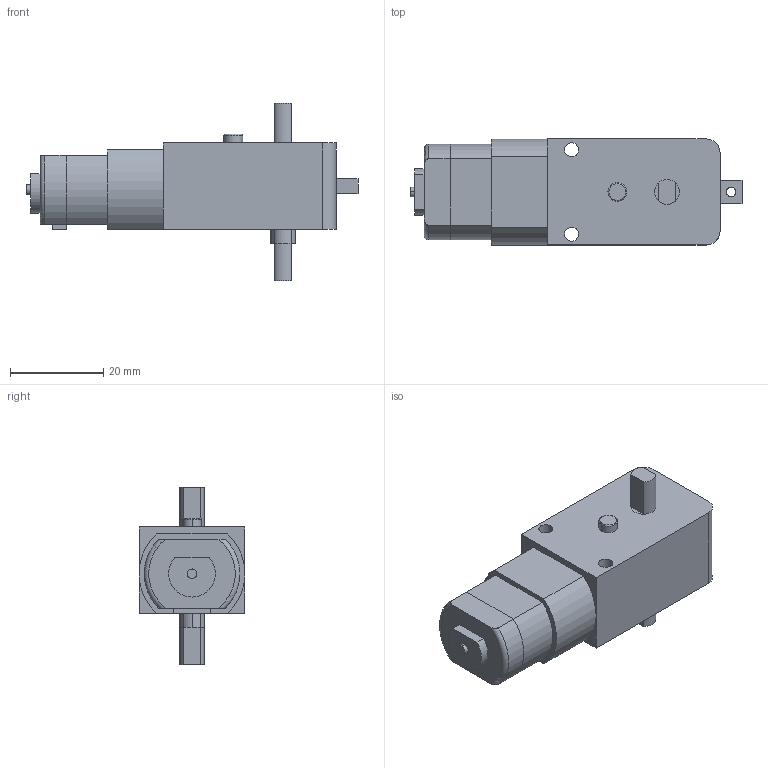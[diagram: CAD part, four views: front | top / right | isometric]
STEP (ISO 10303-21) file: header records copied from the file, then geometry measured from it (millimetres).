
FILE_DESCRIPTION (( 'STEP AP214' ), '1' );
FILE_NAME ('motor.STEP', '2019-10-28T20:14:55', ( '' ), ( '' ), 'SwSTEP 2.0', 'SolidWorks 2016', '' );
FILE_SCHEMA (( 'AUTOMOTIVE_DESIGN' ));
Length unit declared in the file: millimetre
Products named in the file (1): motor
Bounding box: 71.1 x 22.7 x 38 mm (x, y, z)
Volume: 24322.8 mm3; surface area: 8651 mm2
Topology: 8 solids, 8 shells, 71 faces, 155 edges, 102 vertices
Faces by surface type: plane 41, cylinder 26, torus 4
Entity records: 2461 total; most frequent: CARTESIAN_POINT 365, DIRECTION 355, ORIENTED_EDGE 310, EDGE_CURVE 155, AXIS2_PLACEMENT_3D 132, VERTEX_POINT 102, LINE 91, VECTOR 91
